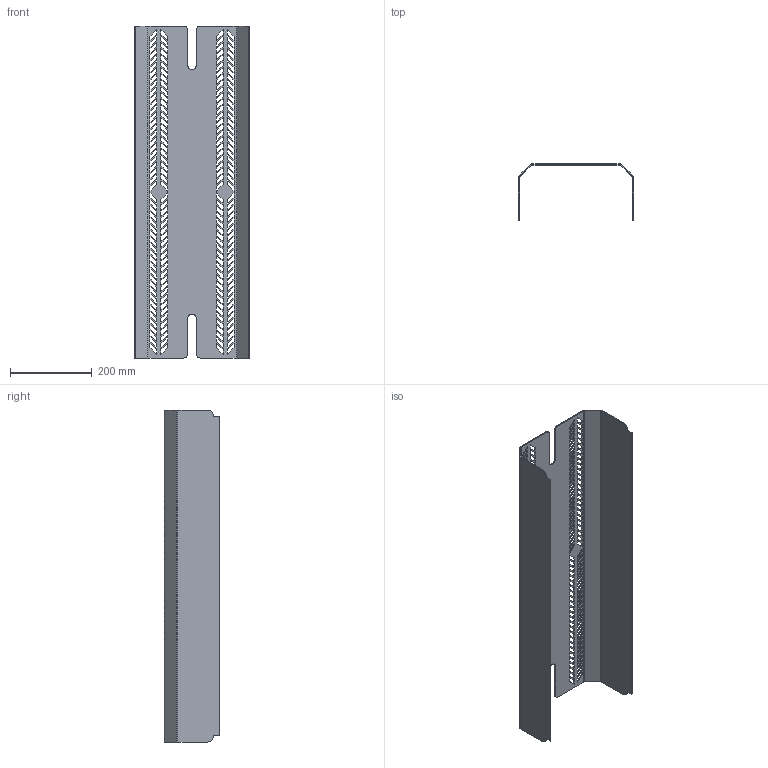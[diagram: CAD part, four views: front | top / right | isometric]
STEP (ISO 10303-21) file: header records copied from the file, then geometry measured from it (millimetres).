
FILE_DESCRIPTION(/* description */ (''),/* implementation_level */ '2;1');
FILE_NAME(/* name */ 'efbe4542-6fd8-491f-86c4-449c190be73a.stp',/* time_stamp */ '2018-09-28T15:58:05+02:00',/* author */ (''),/* organization */ (''),/* preprocessor_version */ 'ST-DEVELOPER v17.2',/* originating_system */ 'Autodesk Translation Framework v7.6.0.251',/* authorisation */ '');
FILE_SCHEMA (('AUTOMOTIVE_DESIGN { 1 0 10303 214 3 1 1 }'));
Length unit declared in the file: millimetre
Products named in the file (1): LAMP CAS
Bounding box: 283.64 x 136.82 x 813.2 mm (x, y, z)
Volume: 940855.2 mm3; surface area: 794844.1 mm2
Topology: 1 solids, 1 shells, 862 faces, 2548 edges, 1688 vertices
Faces by surface type: plane 842, cylinder 20
Entity records: 28989 total; most frequent: CARTESIAN_POINT 5099, ORIENTED_EDGE 5096, DIRECTION 4314, EDGE_CURVE 2548, LINE 2508, VECTOR 2508, VERTEX_POINT 1688, EDGE_LOOP 1262
